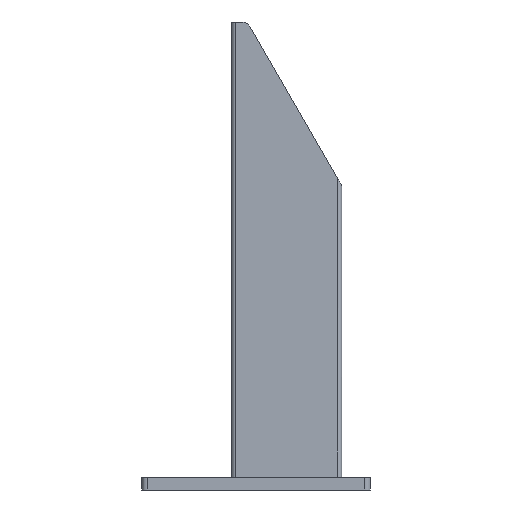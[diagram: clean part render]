
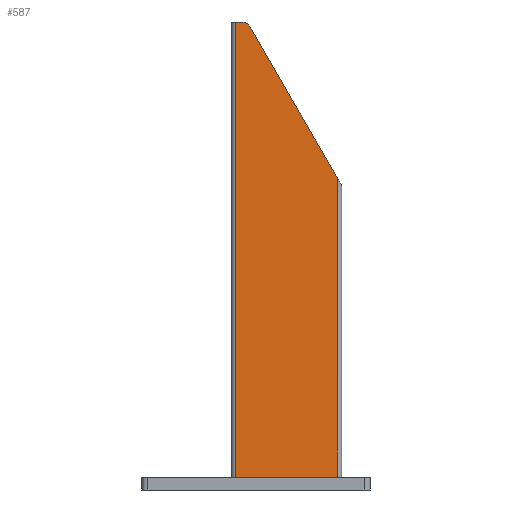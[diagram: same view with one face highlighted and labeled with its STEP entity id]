
A CAD part, left-side view. The second image highlights one B-rep face of the part: STEP entity #587.
In plain terms, the highlighted planar face has unit normal (-1, 0, 0).
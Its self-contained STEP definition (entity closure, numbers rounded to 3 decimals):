
#4 = VECTOR ( 'NONE', #1667, 1000. ) ;
#56 = CARTESIAN_POINT ( 'NONE',  ( -17., 7.5, 172. ) ) ;
#74 = EDGE_CURVE ( 'NONE', #281, #1752, #126, .T. ) ;
#105 = ORIENTED_EDGE ( 'NONE', *, *, #74, .T. ) ;
#112 = CARTESIAN_POINT ( 'NONE',  ( -17., 7.5, 4.75 ) ) ;
#122 = DIRECTION ( 'NONE',  ( 0., 1., 0. ) ) ;
#126 = LINE ( 'NONE', #1568, #1852 ) ;
#148 = VECTOR ( 'NONE', #875, 1000. ) ;
#159 = CARTESIAN_POINT ( 'NONE',  ( -17., -30., 4.75 ) ) ;
#193 = VERTEX_POINT ( 'NONE', #159 ) ;
#281 = VERTEX_POINT ( 'NONE', #2096 ) ;
#284 = PLANE ( 'NONE',  #557 ) ;
#285 = VECTOR ( 'NONE', #526, 1000. ) ;
#316 = AXIS2_PLACEMENT_3D ( 'NONE', #1052, #620, #122 ) ;
#350 = EDGE_CURVE ( 'NONE', #1087, #687, #1366, .T. ) ;
#374 = LINE ( 'NONE', #56, #148 ) ;
#383 = CARTESIAN_POINT ( 'NONE',  ( -17., 7.5, 172. ) ) ;
#388 = ORIENTED_EDGE ( 'NONE', *, *, #391, .T. ) ;
#391 = EDGE_CURVE ( 'NONE', #1087, #2075, #374, .T. ) ;
#406 = ORIENTED_EDGE ( 'NONE', *, *, #1654, .T. ) ;
#445 = EDGE_CURVE ( 'NONE', #281, #193, #1988, .T. ) ;
#455 = CARTESIAN_POINT ( 'NONE',  ( -17., 7.5, 4.75 ) ) ;
#456 = DIRECTION ( 'NONE',  ( 0., 1., 0. ) ) ;
#526 = DIRECTION ( 'NONE',  ( 0., 0., -1. ) ) ;
#557 = AXIS2_PLACEMENT_3D ( 'NONE', #1574, #1878, #456 ) ;
#587 = ADVANCED_FACE ( 'NONE', ( #1769 ), #284, .F. ) ;
#620 = DIRECTION ( 'NONE',  ( -1., 0., 0. ) ) ;
#687 = VERTEX_POINT ( 'NONE', #1642 ) ;
#825 = CIRCLE ( 'NONE', #316, 3. ) ;
#866 = ORIENTED_EDGE ( 'NONE', *, *, #2030, .T. ) ;
#875 = DIRECTION ( 'NONE',  ( 0., 0., -1. ) ) ;
#883 = CARTESIAN_POINT ( 'NONE',  ( -17., -30., 172. ) ) ;
#920 = DIRECTION ( 'NONE',  ( 0., 0.5, 0.866 ) ) ;
#1052 = CARTESIAN_POINT ( 'NONE',  ( -17., 4.873, 169. ) ) ;
#1087 = VERTEX_POINT ( 'NONE', #1965 ) ;
#1097 = DIRECTION ( 'NONE',  ( 0., -1., 0. ) ) ;
#1326 = EDGE_LOOP ( 'NONE', ( #105, #866, #1751, #388, #406, #1637 ) ) ;
#1366 = LINE ( 'NONE', #383, #4 ) ;
#1568 = CARTESIAN_POINT ( 'NONE',  ( -17., 3.141, 172. ) ) ;
#1574 = CARTESIAN_POINT ( 'NONE',  ( -17., 7.5, 172. ) ) ;
#1623 = CARTESIAN_POINT ( 'NONE',  ( -17., 2.275, 170.5 ) ) ;
#1637 = ORIENTED_EDGE ( 'NONE', *, *, #445, .F. ) ;
#1642 = CARTESIAN_POINT ( 'NONE',  ( -17., 4.873, 172. ) ) ;
#1654 = EDGE_CURVE ( 'NONE', #2075, #193, #1770, .T. ) ;
#1667 = DIRECTION ( 'NONE',  ( 0., -1., 0. ) ) ;
#1751 = ORIENTED_EDGE ( 'NONE', *, *, #350, .F. ) ;
#1752 = VERTEX_POINT ( 'NONE', #1623 ) ;
#1769 = FACE_OUTER_BOUND ( 'NONE', #1326, .T. ) ;
#1770 = LINE ( 'NONE', #112, #1884 ) ;
#1852 = VECTOR ( 'NONE', #920, 1000. ) ;
#1878 = DIRECTION ( 'NONE',  ( 1., 0., 0. ) ) ;
#1884 = VECTOR ( 'NONE', #1097, 1000. ) ;
#1965 = CARTESIAN_POINT ( 'NONE',  ( -17., 7.5, 172. ) ) ;
#1988 = LINE ( 'NONE', #883, #285 ) ;
#2030 = EDGE_CURVE ( 'NONE', #1752, #687, #825, .T. ) ;
#2075 = VERTEX_POINT ( 'NONE', #455 ) ;
#2096 = CARTESIAN_POINT ( 'NONE',  ( -17., -30., 114.598 ) ) ;
